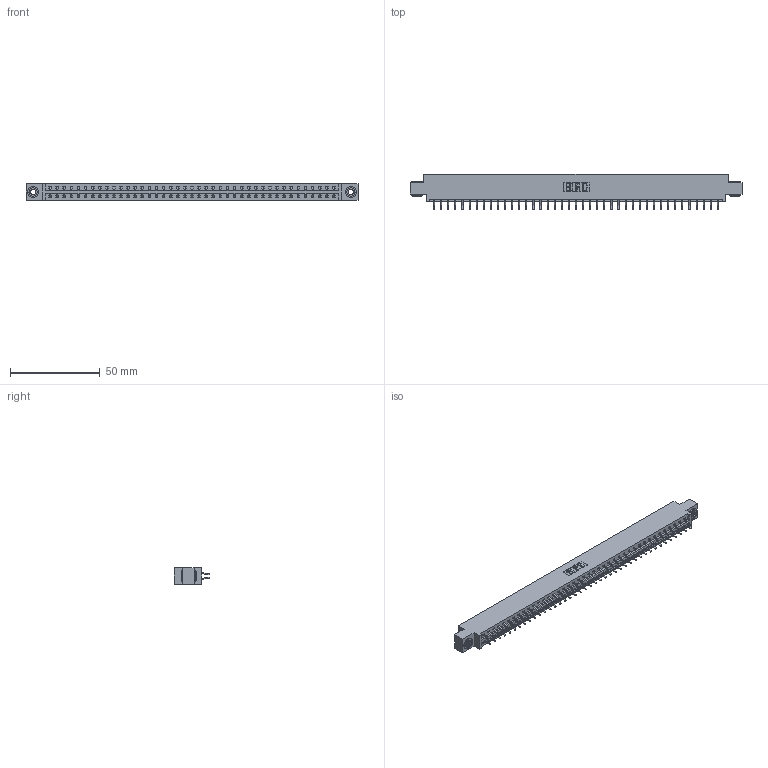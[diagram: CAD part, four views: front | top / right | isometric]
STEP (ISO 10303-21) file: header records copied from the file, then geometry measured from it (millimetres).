
FILE_DESCRIPTION (( 'STEP AP203' ), '1' );
FILE_NAME ('337-082-556-803.STEP', '2018-08-12T21:02:24', ( '' ), ( '' ), 'SwSTEP 2.0', 'SolidWorks 2016', '' );
FILE_SCHEMA (( 'CONFIG_CONTROL_DESIGN' ));
Length unit declared in the file: inch
Products named in the file (4): 337-082-556-803; 337 Part_0.170 Offset - 0.156 Dia-TH; 345-292-001_556 Tail; 345-250-002_345-250-002-102
Assembly tree (85 placements, depth 2):
  337-082-556-803
    337 Part_0.170 Offset - 0.156 Dia-TH
    345-292-001_556 Tail  x82
    345-250-002_345-250-002-102  x2
Bounding box: 185.47 x 19.57 x 9.4 mm (x, y, z)
Volume: 19431.7 mm3; surface area: 22203.6 mm2
Topology: 85 solids, 85 shells, 5076 faces, 15077 edges, 9938 vertices
Faces by surface type: plane 3528, cylinder 1540, cone 8
Entity records: 32920 total; most frequent: CARTESIAN_POINT 5537, ORIENTED_EDGE 5454, DIRECTION 4733, EDGE_CURVE 2727, VECTOR 2567, LINE 2567, VERTEX_POINT 1814, AXIS2_PLACEMENT_3D 1083
